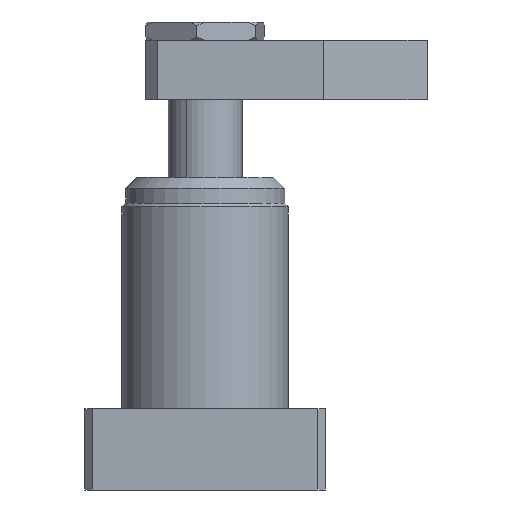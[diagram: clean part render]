
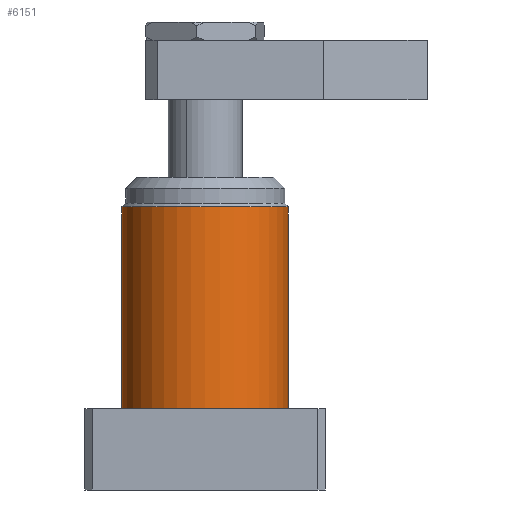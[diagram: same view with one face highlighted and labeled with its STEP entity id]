
A CAD part, front view. The second image highlights one B-rep face of the part: STEP entity #6151.
In plain terms, the highlighted cylindrical face has radius 22.5 mm (diameter 45 mm), a partial arc.
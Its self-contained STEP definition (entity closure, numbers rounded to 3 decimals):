
#35 = CARTESIAN_POINT ( 'NONE',  ( 0., 0., 76.5 ) ) ;
#36 = DIRECTION ( 'NONE',  ( 0., 0., -1. ) ) ;
#37 = DIRECTION ( 'NONE',  ( 1., 0., 0. ) ) ;
#40 = CARTESIAN_POINT ( 'NONE',  ( 0., 0., 22. ) ) ;
#41 = DIRECTION ( 'NONE',  ( 0., 0., 1. ) ) ;
#42 = DIRECTION ( 'NONE',  ( 1., 0., 0. ) ) ;
#43 = CARTESIAN_POINT ( 'NONE',  ( 0., 0., 22. ) ) ;
#44 = DIRECTION ( 'NONE',  ( 0., 0., 1. ) ) ;
#45 = DIRECTION ( 'NONE',  ( 1., 0., 0. ) ) ;
#1174 = EDGE_LOOP ( 'NONE', ( #2775, #2776, #2777, #2778, #2779 ) ) ;
#1293 = EDGE_CURVE ( 'NONE', #6174, #5346, #4100, .T. ) ;
#1296 = EDGE_CURVE ( 'NONE', #3217, #5505, #4106, .T. ) ;
#2402 = CARTESIAN_POINT ( 'NONE',  ( 22.5, 0., 84.5 ) ) ;
#2407 = DIRECTION ( 'NONE',  ( 0., 0., -1. ) ) ;
#2408 = CARTESIAN_POINT ( 'NONE',  ( -22.5, 0., 84.5 ) ) ;
#2409 = DIRECTION ( 'NONE',  ( 0., 0., -1. ) ) ;
#2775 = ORIENTED_EDGE ( 'NONE', *, *, #1293, .F. ) ;
#2776 = ORIENTED_EDGE ( 'NONE', *, *, #6202, .T. ) ;
#2777 = ORIENTED_EDGE ( 'NONE', *, *, #1296, .T. ) ;
#2778 = ORIENTED_EDGE ( 'NONE', *, *, #6203, .T. ) ;
#2779 = ORIENTED_EDGE ( 'NONE', *, *, #6204, .T. ) ;
#2849 = VERTEX_POINT ( 'NONE', #5838 ) ;
#2997 = CARTESIAN_POINT ( 'NONE',  ( -22.5, 0., 76.5 ) ) ;
#3217 = VERTEX_POINT ( 'NONE', #2997 ) ;
#3404 = DIRECTION ( 'NONE',  ( -1., 0., 0. ) ) ;
#3406 = DIRECTION ( 'NONE',  ( 0., 0., -1. ) ) ;
#3407 = CARTESIAN_POINT ( 'NONE',  ( 0., 0., 84.5 ) ) ;
#3509 = CARTESIAN_POINT ( 'NONE',  ( 22.5, 0., 76.5 ) ) ;
#3638 = AXIS2_PLACEMENT_3D ( 'NONE', #35, #36, #37 ) ;
#3639 = AXIS2_PLACEMENT_3D ( 'NONE', #40, #41, #42 ) ;
#3640 = AXIS2_PLACEMENT_3D ( 'NONE', #43, #44, #45 ) ;
#4100 = LINE ( 'NONE', #2402, #4104 ) ;
#4104 = VECTOR ( 'NONE', #2407, 1000. ) ;
#4106 = LINE ( 'NONE', #2408, #4108 ) ;
#4108 = VECTOR ( 'NONE', #2409, 1000. ) ;
#4402 = AXIS2_PLACEMENT_3D ( 'NONE', #3407, #3406, #3404 ) ;
#4454 = FACE_OUTER_BOUND ( 'NONE', #1174, .T. ) ;
#4464 = CYLINDRICAL_SURFACE ( 'NONE', #4402, 22.5 ) ;
#4533 = CIRCLE ( 'NONE', #3638, 22.5 ) ;
#4535 = CIRCLE ( 'NONE', #3639, 22.5 ) ;
#4536 = CIRCLE ( 'NONE', #3640, 22.5 ) ;
#4942 = CARTESIAN_POINT ( 'NONE',  ( 22.5, 0., 22. ) ) ;
#4944 = CARTESIAN_POINT ( 'NONE',  ( -22.5, 0., 22. ) ) ;
#5346 = VERTEX_POINT ( 'NONE', #4942 ) ;
#5505 = VERTEX_POINT ( 'NONE', #4944 ) ;
#5838 = CARTESIAN_POINT ( 'NONE',  ( 0., -22.5, 22. ) ) ;
#6151 = ADVANCED_FACE ( 'NONE', ( #4454 ), #4464, .T. ) ;
#6174 = VERTEX_POINT ( 'NONE', #3509 ) ;
#6202 = EDGE_CURVE ( 'NONE', #6174, #3217, #4533, .T. ) ;
#6203 = EDGE_CURVE ( 'NONE', #5505, #2849, #4535, .T. ) ;
#6204 = EDGE_CURVE ( 'NONE', #2849, #5346, #4536, .T. ) ;
